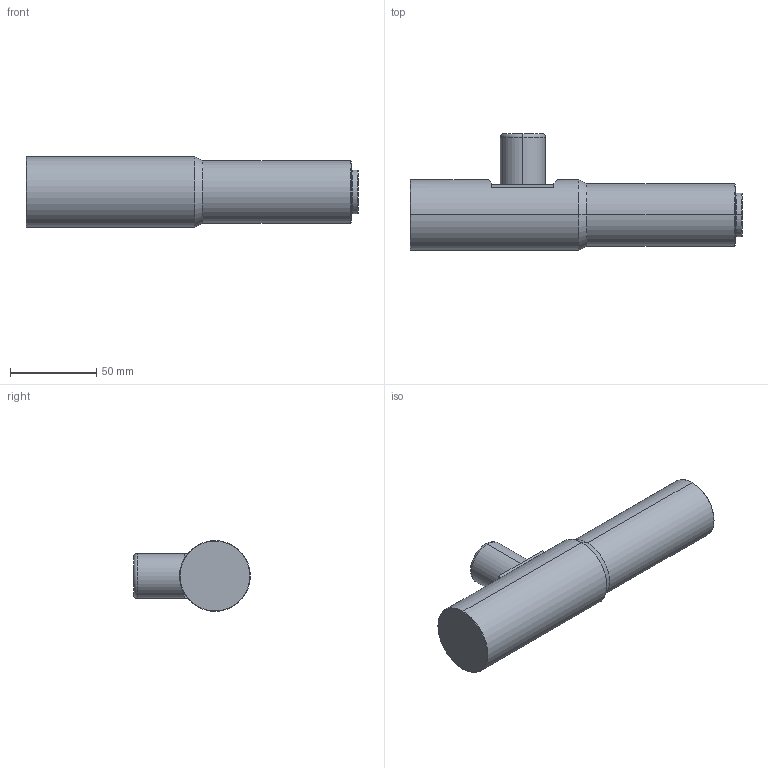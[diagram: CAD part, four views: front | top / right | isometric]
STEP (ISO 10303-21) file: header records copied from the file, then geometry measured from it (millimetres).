
FILE_DESCRIPTION (( 'STEP AP203' ), '1' );
FILE_NAME ('DTCA121-7.STEP', '2021-12-03T10:12:22', ( '' ), ( '' ), 'SwSTEP 2.0', 'SolidWorks 2017', '' );
FILE_SCHEMA (( 'CONFIG_CONTROL_DESIGN' ));
Length unit declared in the file: millimetre
Products named in the file (1): DTCA121-7
Bounding box: 192.3 x 67.6 x 41 mm (x, y, z)
Volume: 238179.5 mm3; surface area: 28062.5 mm2
Topology: 1 solids, 1 shells, 36 faces, 74 edges, 44 vertices
Faces by surface type: plane 16, cylinder 10, cone 8, torus 2
Entity records: 1025 total; most frequent: DIRECTION 184, CARTESIAN_POINT 161, ORIENTED_EDGE 148, AXIS2_PLACEMENT_3D 75, EDGE_CURVE 74, VERTEX_POINT 44, EDGE_LOOP 40, CIRCLE 38
